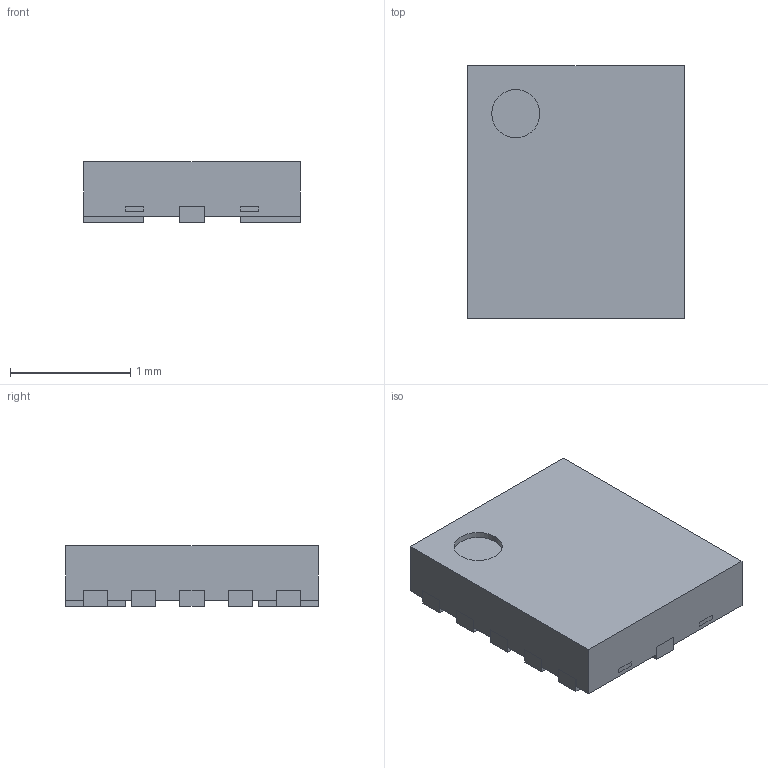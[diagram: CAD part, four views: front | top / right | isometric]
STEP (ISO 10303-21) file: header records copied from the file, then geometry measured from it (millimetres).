
FILE_DESCRIPTION((''),'2;1');
FILE_NAME('NXP_SOT1174-1.stp','2014-10-23T10:14:00',(''),(''),'Mechanical Desktop 2011','Mechanical Desktop 2011',', , ');
FILE_SCHEMA(('AUTOMOTIVE_DESIGN { 1 2 10303 214 1 1 1 1 }'));
Length unit declared in the file: millimetre
Products named in the file (1): Product
Bounding box: 1.8 x 2.1 x 0.5 mm (x, y, z)
Volume: 1.8 mm3; surface area: 17 mm2
Topology: 18 solids, 18 shells, 181 faces, 426 edges, 284 vertices
Faces by surface type: plane 152, bspline 27, cylinder 2
Entity records: 5123 total; most frequent: CARTESIAN_POINT 973, ORIENTED_EDGE 852, DIRECTION 740, EDGE_CURVE 426, VECTOR 422, LINE 422, VERTEX_POINT 284, EDGE_LOOP 186
